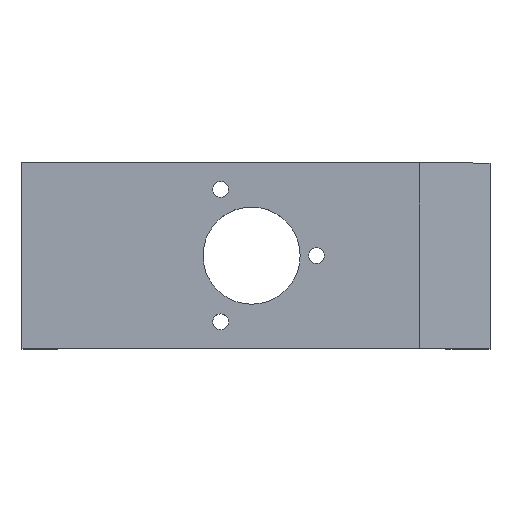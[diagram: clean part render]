
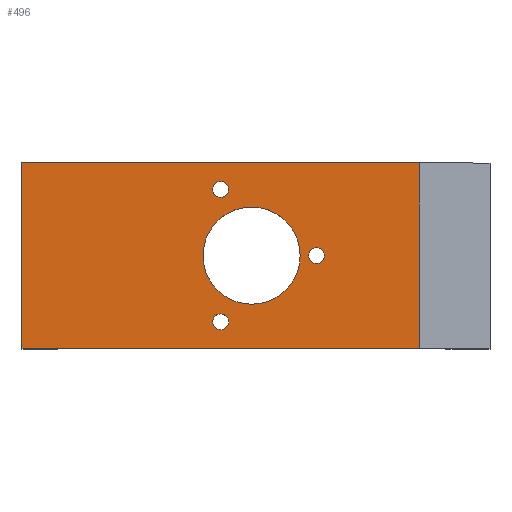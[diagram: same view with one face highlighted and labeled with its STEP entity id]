
A CAD part, top view. The second image highlights one B-rep face of the part: STEP entity #496.
In plain terms, the highlighted planar face has unit normal (0, 0, 1).
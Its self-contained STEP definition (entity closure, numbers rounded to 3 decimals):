
#168=CARTESIAN_POINT('',(25.25,9.5,62.0));
#169=VERTEX_POINT('',#168);
#170=CARTESIAN_POINT('',(24.35,9.5,62.));
#171=DIRECTION('',(0.0,0.0,-1.0));
#172=DIRECTION('',(-1.0,0.0,0.0));
#173=AXIS2_PLACEMENT_3D('',#170,#171,#172);
#174=CIRCLE('',#173,0.9);
#175=EDGE_CURVE('',#169,#169,#174,.T.);
#196=CARTESIAN_POINT('',(14.4,17.0,62.0));
#197=VERTEX_POINT('',#196);
#198=CARTESIAN_POINT('',(13.5,17.0,62.));
#199=DIRECTION('',(0.0,0.0,-1.0));
#200=DIRECTION('',(-1.0,0.0,0.0));
#201=AXIS2_PLACEMENT_3D('',#198,#199,#200);
#202=CIRCLE('',#201,0.9);
#203=EDGE_CURVE('',#197,#197,#202,.T.);
#224=CARTESIAN_POINT('',(14.4,2.0,62.0));
#225=VERTEX_POINT('',#224);
#226=CARTESIAN_POINT('',(13.5,2.0,62.));
#227=DIRECTION('',(0.0,0.0,-1.0));
#228=DIRECTION('',(-1.0,0.0,0.0));
#229=AXIS2_PLACEMENT_3D('',#226,#227,#228);
#230=CIRCLE('',#229,0.9);
#231=EDGE_CURVE('',#225,#225,#230,.T.);
#347=CARTESIAN_POINT('',(-9.0,20.0,62.0));
#348=VERTEX_POINT('',#347);
#355=CARTESIAN_POINT('',(36.0,20.0,62.0));
#356=VERTEX_POINT('',#355);
#357=CARTESIAN_POINT('',(-9.0,20.0,62.0));
#358=DIRECTION('',(1.0,0.0,0.0));
#359=VECTOR('',#358,45.0);
#360=LINE('',#357,#359);
#361=EDGE_CURVE('',#348,#356,#360,.T.);
#409=CARTESIAN_POINT('',(36.0,-1.0,62.0));
#410=VERTEX_POINT('',#409);
#419=CARTESIAN_POINT('',(36.0,-1.0,62.0));
#420=DIRECTION('',(0.0,1.0,0.0));
#421=VECTOR('',#420,21.0);
#422=LINE('',#419,#421);
#423=EDGE_CURVE('',#410,#356,#422,.T.);
#453=CARTESIAN_POINT('',(-9.0,-1.0,62.0));
#454=DIRECTION('',(0.0,0.0,1.0));
#455=DIRECTION('',(1.0,0.0,0.0));
#456=AXIS2_PLACEMENT_3D('',#453,#454,#455);
#457=PLANE('',#456);
#458=ORIENTED_EDGE('',*,*,#361,.F.);
#459=CARTESIAN_POINT('',(-9.0,-1.0,62.0));
#460=VERTEX_POINT('',#459);
#461=CARTESIAN_POINT('',(-9.0,-1.0,62.0));
#462=DIRECTION('',(0.0,1.0,0.0));
#463=VECTOR('',#462,21.0);
#464=LINE('',#461,#463);
#465=EDGE_CURVE('',#460,#348,#464,.T.);
#466=ORIENTED_EDGE('',*,*,#465,.F.);
#467=CARTESIAN_POINT('',(-9.0,-1.0,62.0));
#468=DIRECTION('',(1.0,0.0,0.0));
#469=VECTOR('',#468,45.0);
#470=LINE('',#467,#469);
#471=EDGE_CURVE('',#460,#410,#470,.T.);
#472=ORIENTED_EDGE('',*,*,#471,.T.);
#473=ORIENTED_EDGE('',*,*,#423,.T.);
#474=EDGE_LOOP('',(#458,#466,#472,#473));
#475=FACE_OUTER_BOUND('',#474,.T.);
#476=ORIENTED_EDGE('',*,*,#175,.T.);
#477=EDGE_LOOP('',(#476));
#478=FACE_BOUND('',#477,.T.);
#479=ORIENTED_EDGE('',*,*,#203,.T.);
#480=EDGE_LOOP('',(#479));
#481=FACE_BOUND('',#480,.T.);
#482=ORIENTED_EDGE('',*,*,#231,.T.);
#483=EDGE_LOOP('',(#482));
#484=FACE_BOUND('',#483,.T.);
#485=CARTESIAN_POINT('',(22.5,9.5,62.0));
#486=VERTEX_POINT('',#485);
#487=CARTESIAN_POINT('',(17.0,9.5,62.0));
#488=DIRECTION('',(0.0,0.0,1.0));
#489=DIRECTION('',(1.0,0.0,0.0));
#490=AXIS2_PLACEMENT_3D('',#487,#488,#489);
#491=CIRCLE('',#490,5.5);
#492=EDGE_CURVE('',#486,#486,#491,.T.);
#493=ORIENTED_EDGE('',*,*,#492,.F.);
#494=EDGE_LOOP('',(#493));
#495=FACE_BOUND('',#494,.T.);
#496=ADVANCED_FACE('',(#475,#478,#481,#484,#495),#457,.T.);
